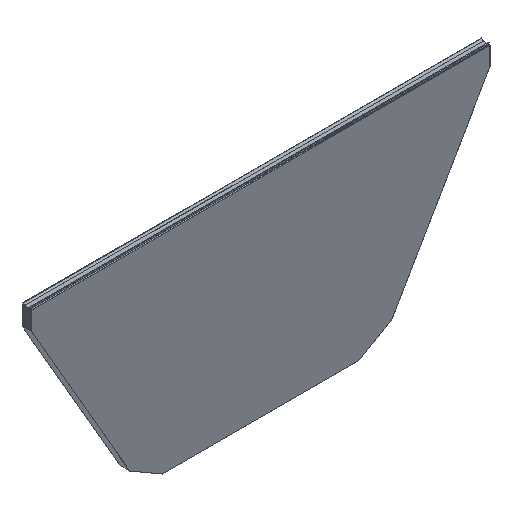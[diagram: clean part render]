
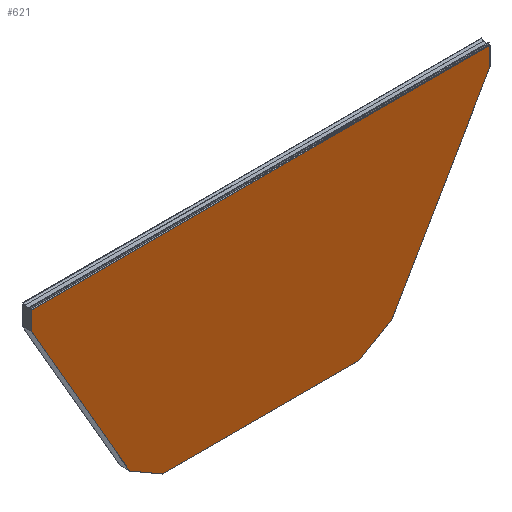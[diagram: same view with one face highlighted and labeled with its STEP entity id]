
A CAD part, isometric view. The second image highlights one B-rep face of the part: STEP entity #621.
In plain terms, the highlighted planar face has unit normal (0, -1, 0).
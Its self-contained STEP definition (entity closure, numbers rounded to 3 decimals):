
#6 = CARTESIAN_POINT ( 'NONE',  ( 4825.051, -25., 570. ) ) ;
#9 = FACE_OUTER_BOUND ( 'NONE', #1242, .T. ) ;
#31 = EDGE_CURVE ( 'NONE', #802, #1517, #472, .T. ) ;
#35 = DIRECTION ( 'NONE',  ( -1., 0., 0. ) ) ;
#45 = LINE ( 'NONE', #222, #664 ) ;
#65 = LINE ( 'NONE', #945, #1887 ) ;
#80 = VECTOR ( 'NONE', #1184, 1000. ) ;
#84 = DIRECTION ( 'NONE',  ( -1., 0., 0. ) ) ;
#95 = LINE ( 'NONE', #536, #487 ) ;
#119 = CARTESIAN_POINT ( 'NONE',  ( 1190., -25., 474.14 ) ) ;
#124 = CARTESIAN_POINT ( 'NONE',  ( 0., -25., 0. ) ) ;
#149 = VERTEX_POINT ( 'NONE', #597 ) ;
#158 = VERTEX_POINT ( 'NONE', #1142 ) ;
#191 = CARTESIAN_POINT ( 'NONE',  ( 680.615, -25., -408.14 ) ) ;
#199 = DIRECTION ( 'NONE',  ( -0.5, 0., -0.866 ) ) ;
#222 = CARTESIAN_POINT ( 'NONE',  ( 1190., -25., 474.14 ) ) ;
#245 = VERTEX_POINT ( 'NONE', #1450 ) ;
#302 = VECTOR ( 'NONE', #1844, 1000. ) ;
#322 = DIRECTION ( 'NONE',  ( -0.866, 0., -0.5 ) ) ;
#406 = LINE ( 'NONE', #412, #1210 ) ;
#412 = CARTESIAN_POINT ( 'NONE',  ( 1190., -25., 671.86 ) ) ;
#460 = EDGE_CURVE ( 'NONE', #735, #1815, #406, .T. ) ;
#472 = LINE ( 'NONE', #606, #80 ) ;
#487 = VECTOR ( 'NONE', #1268, 1000. ) ;
#490 = ORIENTED_EDGE ( 'NONE', *, *, #1832, .F. ) ;
#536 = CARTESIAN_POINT ( 'NONE',  ( -509.385, -25., -507. ) ) ;
#575 = ORIENTED_EDGE ( 'NONE', *, *, #460, .F. ) ;
#597 = CARTESIAN_POINT ( 'NONE',  ( -1190., -25., 570. ) ) ;
#606 = CARTESIAN_POINT ( 'NONE',  ( -680.615, -25., -408.14 ) ) ;
#609 = ORIENTED_EDGE ( 'NONE', *, *, #1368, .F. ) ;
#614 = CARTESIAN_POINT ( 'NONE',  ( -1190., -25., 474.14 ) ) ;
#621 = ADVANCED_FACE ( 'NONE', ( #9 ), #1185, .F. ) ;
#664 = VECTOR ( 'NONE', #199, 1000. ) ;
#674 = LINE ( 'NONE', #1255, #302 ) ;
#734 = DIRECTION ( 'NONE',  ( 0., 0., -1. ) ) ;
#735 = VERTEX_POINT ( 'NONE', #784 ) ;
#784 = CARTESIAN_POINT ( 'NONE',  ( 1190., -25., 570. ) ) ;
#802 = VERTEX_POINT ( 'NONE', #1109 ) ;
#884 = ORIENTED_EDGE ( 'NONE', *, *, #1562, .T. ) ;
#920 = ORIENTED_EDGE ( 'NONE', *, *, #1643, .F. ) ;
#922 = EDGE_CURVE ( 'NONE', #1517, #149, #674, .T. ) ;
#936 = VECTOR ( 'NONE', #322, 1000. ) ;
#941 = EDGE_CURVE ( 'NONE', #158, #802, #95, .T. ) ;
#945 = CARTESIAN_POINT ( 'NONE',  ( 509.385, -25., -507. ) ) ;
#994 = LINE ( 'NONE', #1335, #936 ) ;
#1000 = DIRECTION ( 'NONE',  ( 0., 1., 0. ) ) ;
#1109 = CARTESIAN_POINT ( 'NONE',  ( -680.615, -25., -408.14 ) ) ;
#1142 = CARTESIAN_POINT ( 'NONE',  ( -509.385, -25., -507. ) ) ;
#1184 = DIRECTION ( 'NONE',  ( -0.5, 0., 0.866 ) ) ;
#1185 = PLANE ( 'NONE',  #1457 ) ;
#1202 = VERTEX_POINT ( 'NONE', #191 ) ;
#1210 = VECTOR ( 'NONE', #1403, 1000. ) ;
#1242 = EDGE_LOOP ( 'NONE', ( #575, #884, #1858, #1544, #1751, #609, #490, #920 ) ) ;
#1255 = CARTESIAN_POINT ( 'NONE',  ( -1190., -25., 474.14 ) ) ;
#1268 = DIRECTION ( 'NONE',  ( -0.866, 0., 0.5 ) ) ;
#1335 = CARTESIAN_POINT ( 'NONE',  ( 680.615, -25., -408.14 ) ) ;
#1338 = LINE ( 'NONE', #6, #1425 ) ;
#1368 = EDGE_CURVE ( 'NONE', #245, #158, #65, .T. ) ;
#1403 = DIRECTION ( 'NONE',  ( 0., 0., -1. ) ) ;
#1425 = VECTOR ( 'NONE', #35, 1000. ) ;
#1450 = CARTESIAN_POINT ( 'NONE',  ( 509.385, -25., -507. ) ) ;
#1457 = AXIS2_PLACEMENT_3D ( 'NONE', #124, #1000, #734 ) ;
#1517 = VERTEX_POINT ( 'NONE', #614 ) ;
#1544 = ORIENTED_EDGE ( 'NONE', *, *, #31, .F. ) ;
#1562 = EDGE_CURVE ( 'NONE', #735, #149, #1338, .T. ) ;
#1643 = EDGE_CURVE ( 'NONE', #1815, #1202, #45, .T. ) ;
#1751 = ORIENTED_EDGE ( 'NONE', *, *, #941, .F. ) ;
#1815 = VERTEX_POINT ( 'NONE', #119 ) ;
#1832 = EDGE_CURVE ( 'NONE', #1202, #245, #994, .T. ) ;
#1844 = DIRECTION ( 'NONE',  ( 0., 0., 1. ) ) ;
#1858 = ORIENTED_EDGE ( 'NONE', *, *, #922, .F. ) ;
#1887 = VECTOR ( 'NONE', #84, 1000. ) ;
